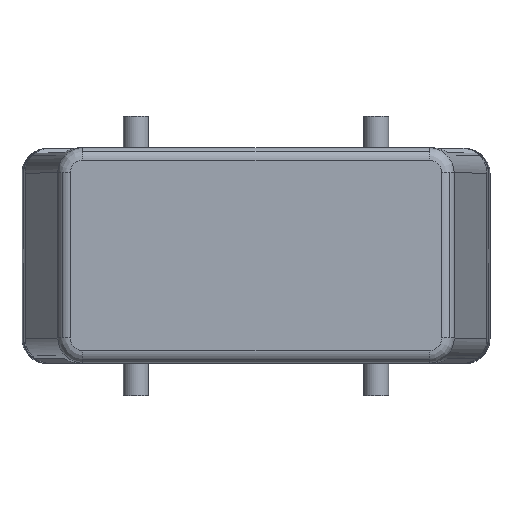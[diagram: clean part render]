
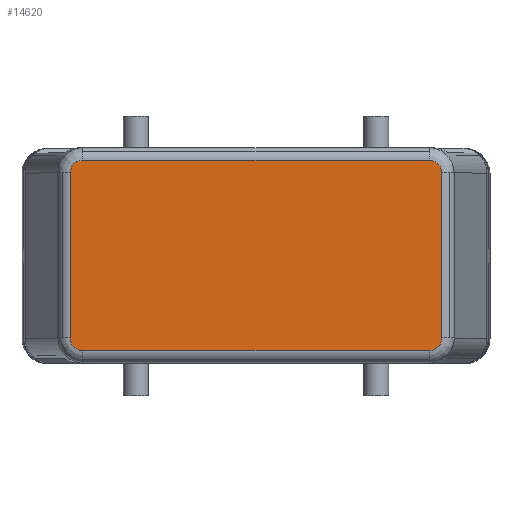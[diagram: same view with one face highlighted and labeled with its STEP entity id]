
A CAD part, top view. The second image highlights one B-rep face of the part: STEP entity #14620.
In plain terms, the highlighted planar face has unit normal (0, 0, 1).
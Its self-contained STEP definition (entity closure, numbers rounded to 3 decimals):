
#367=CARTESIAN_POINT('',(-37.13,-16.5,76.0));
#368=VERTEX_POINT('',#367);
#376=CARTESIAN_POINT('',(-37.13,16.5,76.0));
#377=VERTEX_POINT('',#376);
#378=CARTESIAN_POINT('',(-37.13,-16.5,76.0));
#379=DIRECTION('',(0.0,1.0,0.0));
#380=VECTOR('',#379,33.0);
#381=LINE('',#378,#380);
#382=EDGE_CURVE('',#368,#377,#381,.T.);
#14147=CARTESIAN_POINT('',(-34.591,-19.0,76.0));
#14148=VERTEX_POINT('',#14147);
#14156=CARTESIAN_POINT('',(-34.591,-16.5,76.0));
#14157=DIRECTION('',(0.0,0.0,-1.0));
#14158=DIRECTION('',(-1.0,0.0,0.0));
#14159=AXIS2_PLACEMENT_3D('',#14156,#14157,#14158);
#14160=ELLIPSE('',#14159,2.539,2.5);
#14161=EDGE_CURVE('',#14148,#368,#14160,.T.);
#14257=CARTESIAN_POINT('',(-34.591,19.0,76.0));
#14258=VERTEX_POINT('',#14257);
#14271=CARTESIAN_POINT('',(-34.591,16.5,76.0));
#14272=DIRECTION('',(0.0,0.0,-1.0));
#14273=DIRECTION('',(-1.0,0.0,0.0));
#14274=AXIS2_PLACEMENT_3D('',#14271,#14272,#14273);
#14275=ELLIPSE('',#14274,2.539,2.5);
#14276=EDGE_CURVE('',#377,#14258,#14275,.T.);
#14287=CARTESIAN_POINT('',(34.591,-19.0,76.0));
#14288=VERTEX_POINT('',#14287);
#14296=CARTESIAN_POINT('',(34.591,-19.0,76.0));
#14297=DIRECTION('',(-1.0,0.0,0.0));
#14298=VECTOR('',#14297,69.182);
#14299=LINE('',#14296,#14298);
#14300=EDGE_CURVE('',#14288,#14148,#14299,.T.);
#14313=CARTESIAN_POINT('',(34.591,19.0,76.0));
#14314=VERTEX_POINT('',#14313);
#14315=CARTESIAN_POINT('',(-34.591,19.0,76.0));
#14316=DIRECTION('',(1.0,0.0,0.0));
#14317=VECTOR('',#14316,69.182);
#14318=LINE('',#14315,#14317);
#14319=EDGE_CURVE('',#14258,#14314,#14318,.T.);
#14413=CARTESIAN_POINT('',(37.13,-16.5,76.0));
#14414=VERTEX_POINT('',#14413);
#14422=CARTESIAN_POINT('',(34.591,-16.5,76.0));
#14423=DIRECTION('',(0.0,0.0,-1.0));
#14424=DIRECTION('',(1.0,0.0,0.0));
#14425=AXIS2_PLACEMENT_3D('',#14422,#14423,#14424);
#14426=ELLIPSE('',#14425,2.539,2.5);
#14427=EDGE_CURVE('',#14414,#14288,#14426,.T.);
#14517=CARTESIAN_POINT('',(37.13,16.5,76.0));
#14518=VERTEX_POINT('',#14517);
#14531=CARTESIAN_POINT('',(34.591,16.5,76.0));
#14532=DIRECTION('',(0.0,0.0,-1.0));
#14533=DIRECTION('',(1.0,0.0,0.0));
#14534=AXIS2_PLACEMENT_3D('',#14531,#14532,#14533);
#14535=ELLIPSE('',#14534,2.539,2.5);
#14536=EDGE_CURVE('',#14314,#14518,#14535,.T.);
#14548=CARTESIAN_POINT('',(37.13,16.5,76.0));
#14549=DIRECTION('',(0.0,-1.0,0.0));
#14550=VECTOR('',#14549,33.0);
#14551=LINE('',#14548,#14550);
#14552=EDGE_CURVE('',#14518,#14414,#14551,.T.);
#14605=CARTESIAN_POINT('',(39.227,0.0,76.0));
#14606=DIRECTION('',(0.0,0.0,1.0));
#14607=DIRECTION('',(1.0,0.0,0.0));
#14608=AXIS2_PLACEMENT_3D('',#14605,#14606,#14607);
#14609=PLANE('',#14608);
#14610=ORIENTED_EDGE('',*,*,#382,.F.);
#14611=ORIENTED_EDGE('',*,*,#14161,.F.);
#14612=ORIENTED_EDGE('',*,*,#14300,.F.);
#14613=ORIENTED_EDGE('',*,*,#14427,.F.);
#14614=ORIENTED_EDGE('',*,*,#14552,.F.);
#14615=ORIENTED_EDGE('',*,*,#14536,.F.);
#14616=ORIENTED_EDGE('',*,*,#14319,.F.);
#14617=ORIENTED_EDGE('',*,*,#14276,.F.);
#14618=EDGE_LOOP('',(#14610,#14611,#14612,#14613,#14614,#14615,#14616,#14617));
#14619=FACE_OUTER_BOUND('',#14618,.T.);
#14620=ADVANCED_FACE('',(#14619),#14609,.T.);
